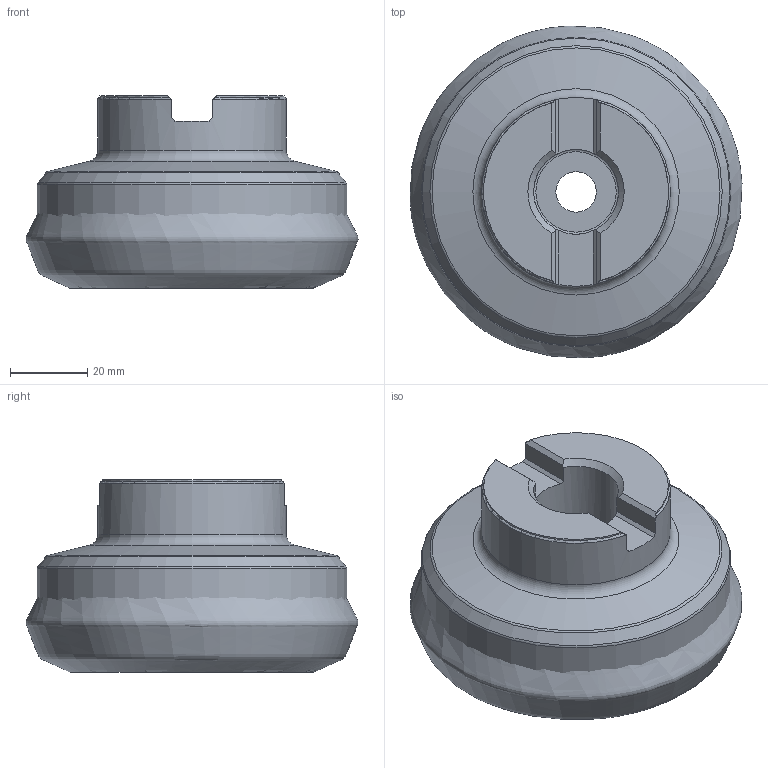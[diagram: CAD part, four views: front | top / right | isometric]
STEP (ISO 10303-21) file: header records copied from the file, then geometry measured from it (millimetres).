
FILE_DESCRIPTION(/* description */ (''),/* implementation_level */ '2;1');
FILE_NAME(/* name */ 'toolassembly_1.stp',/* time_stamp */ '2018-08-02T11:12:20+02:00',/* author */ (''),/* organization */ ('SMS'),/* preprocessor_version */ 'ST-DEVELOPER v15',/* originating_system */ 'SIEMENS PLM Software NX 8.5',/* authorisation */ '');
FILE_SCHEMA (('AUTOMOTIVE_DESIGN { 1 0 10303 214 3 1 1 1 }'));
Length unit declared in the file: millimetre
Products named in the file (4): ASSEMBLY_CONSTRUCTION; CUT_20180802111136; NOCUT_20180802111136; TOOLASSEMBLY_1
Assembly tree (3 placements, depth 2):
  TOOLASSEMBLY_1
    NOCUT_20180802111136
    CUT_20180802111136
    ASSEMBLY_CONSTRUCTION
Bounding box: 86.23 x 86.21 x 49.97 mm (x, y, z)
Volume: 202765.1 mm3; surface area: 33297.5 mm2
Topology: 2 solids, 2 shells, 50 faces, 126 edges, 92 vertices
Faces by surface type: plane 20, torus 12, cylinder 8, cone 7, revolution 2, bspline 1
Full cylindrical faces by diameter (mm): 10.5 x1, 17.1 x1, 22.011 x1, 22.5 x1, 49 x1, 80.354 x1
Entity records: 15589 total; most frequent: CARTESIAN_POINT 14279, DIRECTION 264, ORIENTED_EDGE 184, AXIS2_PLACEMENT_3D 119, EDGE_CURVE 92, EDGE_LOOP 76, VERTEX_POINT 71, FACE_BOUND 55
